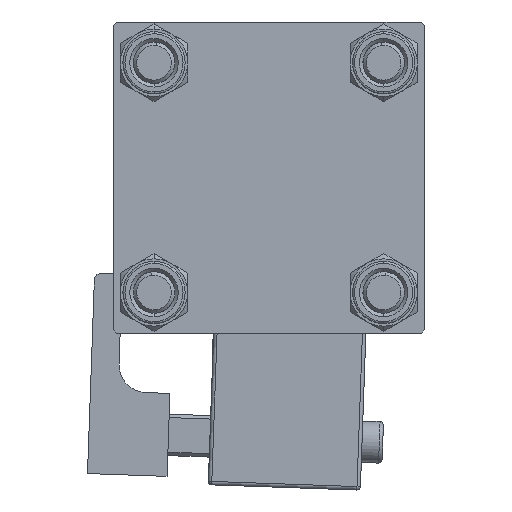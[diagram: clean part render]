
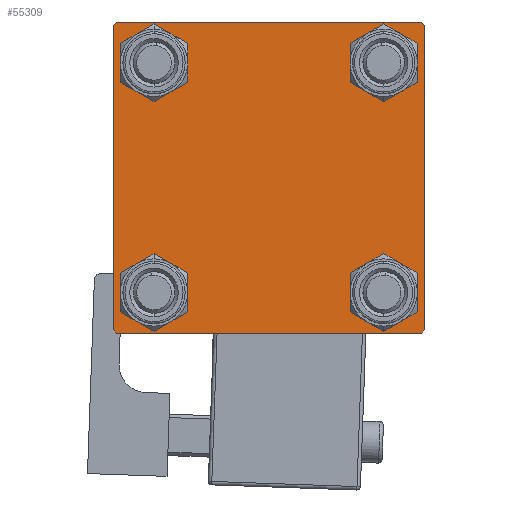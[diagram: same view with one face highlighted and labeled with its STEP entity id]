
A CAD part, left-side view. The second image highlights one B-rep face of the part: STEP entity #55309.
In plain terms, the highlighted planar face has unit normal (-1, 0, 0).
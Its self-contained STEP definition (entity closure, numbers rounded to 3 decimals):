
#193 = VERTEX_POINT ( 'NONE', #41235 ) ;
#1195 = ORIENTED_EDGE ( 'NONE', *, *, #27723, .T. ) ;
#1385 = VERTEX_POINT ( 'NONE', #38440 ) ;
#1788 = CARTESIAN_POINT ( 'NONE',  ( 0., -22.5, -22. ) ) ;
#2194 = EDGE_LOOP ( 'NONE', ( #4469, #17230 ) ) ;
#2315 = ORIENTED_EDGE ( 'NONE', *, *, #5438, .T. ) ;
#2510 = FACE_BOUND ( 'NONE', #2194, .T. ) ;
#2758 = AXIS2_PLACEMENT_3D ( 'NONE', #53199, #53476, #10922 ) ;
#3199 = AXIS2_PLACEMENT_3D ( 'NONE', #52852, #11077, #28246 ) ;
#4053 = DIRECTION ( 'NONE',  ( 0., -1., 0. ) ) ;
#4469 = ORIENTED_EDGE ( 'NONE', *, *, #52942, .T. ) ;
#4776 = CARTESIAN_POINT ( 'NONE',  ( 0., -22.25, -22.25 ) ) ;
#5270 = EDGE_CURVE ( 'NONE', #39886, #26816, #45822, .T. ) ;
#5279 = ORIENTED_EDGE ( 'NONE', *, *, #19865, .T. ) ;
#5438 = EDGE_CURVE ( 'NONE', #18596, #1385, #47344, .T. ) ;
#5860 = CIRCLE ( 'NONE', #43622, 3.5 ) ;
#6181 = VERTEX_POINT ( 'NONE', #51735 ) ;
#6470 = CARTESIAN_POINT ( 'NONE',  ( 0., 22., 22.5 ) ) ;
#6633 = ORIENTED_EDGE ( 'NONE', *, *, #53817, .T. ) ;
#7189 = VECTOR ( 'NONE', #30947, 1000. ) ;
#7512 = VERTEX_POINT ( 'NONE', #6470 ) ;
#8455 = VERTEX_POINT ( 'NONE', #1788 ) ;
#8507 = LINE ( 'NONE', #51039, #12492 ) ;
#9345 = DIRECTION ( 'NONE',  ( 0., 0., 1. ) ) ;
#9710 = EDGE_LOOP ( 'NONE', ( #40031, #2315, #39443, #17156, #18671, #5279, #32307, #31436 ) ) ;
#9869 = EDGE_CURVE ( 'NONE', #193, #8455, #30671, .T. ) ;
#10771 = CARTESIAN_POINT ( 'NONE',  ( 0., -22.25, 22.25 ) ) ;
#10903 = VERTEX_POINT ( 'NONE', #24448 ) ;
#10922 = DIRECTION ( 'NONE',  ( 0., 0., 1. ) ) ;
#11077 = DIRECTION ( 'NONE',  ( 1., 0., 0. ) ) ;
#11560 = DIRECTION ( 'NONE',  ( 1., 0., 0. ) ) ;
#11939 = CARTESIAN_POINT ( 'NONE',  ( 0., 22.5, 22.5 ) ) ;
#11974 = VECTOR ( 'NONE', #31054, 1000. ) ;
#12492 = VECTOR ( 'NONE', #46804, 1000. ) ;
#13017 = DIRECTION ( 'NONE',  ( 0., 0.707, -0.707 ) ) ;
#13523 = EDGE_CURVE ( 'NONE', #32029, #18596, #39332, .T. ) ;
#13658 = VECTOR ( 'NONE', #39063, 1000. ) ;
#15121 = CARTESIAN_POINT ( 'NONE',  ( 0., 22.5, -22. ) ) ;
#15226 = AXIS2_PLACEMENT_3D ( 'NONE', #43803, #17912, #17371 ) ;
#15346 = DIRECTION ( 'NONE',  ( 0., -0.707, -0.707 ) ) ;
#15608 = CARTESIAN_POINT ( 'NONE',  ( 0., -22.5, 22. ) ) ;
#15849 = CARTESIAN_POINT ( 'NONE',  ( 0., -16.6, 20.1 ) ) ;
#16008 = FACE_BOUND ( 'NONE', #36033, .T. ) ;
#16443 = EDGE_CURVE ( 'NONE', #7512, #32029, #30716, .T. ) ;
#16580 = EDGE_CURVE ( 'NONE', #55513, #8455, #8507, .T. ) ;
#16631 = DIRECTION ( 'NONE',  ( 0., 0., 1. ) ) ;
#16658 = ORIENTED_EDGE ( 'NONE', *, *, #5270, .T. ) ;
#17156 = ORIENTED_EDGE ( 'NONE', *, *, #9869, .T. ) ;
#17230 = ORIENTED_EDGE ( 'NONE', *, *, #42901, .T. ) ;
#17231 = CARTESIAN_POINT ( 'NONE',  ( 0., 22.25, -22.25 ) ) ;
#17371 = DIRECTION ( 'NONE',  ( 0., 0., 1. ) ) ;
#17912 = DIRECTION ( 'NONE',  ( 1., 0., 0. ) ) ;
#18078 = ORIENTED_EDGE ( 'NONE', *, *, #23587, .T. ) ;
#18124 = LINE ( 'NONE', #48241, #32817 ) ;
#18596 = VERTEX_POINT ( 'NONE', #15121 ) ;
#18671 = ORIENTED_EDGE ( 'NONE', *, *, #16580, .F. ) ;
#18689 = CARTESIAN_POINT ( 'NONE',  ( 0., 22.5, 22. ) ) ;
#19865 = EDGE_CURVE ( 'NONE', #55513, #50148, #47955, .T. ) ;
#20696 = VERTEX_POINT ( 'NONE', #44100 ) ;
#20769 = AXIS2_PLACEMENT_3D ( 'NONE', #43880, #43328, #48386 ) ;
#21127 = AXIS2_PLACEMENT_3D ( 'NONE', #38324, #51010, #42551 ) ;
#21180 = CARTESIAN_POINT ( 'NONE',  ( 0., 22.25, 22.25 ) ) ;
#21190 = DIRECTION ( 'NONE',  ( 1., 0., 0. ) ) ;
#22527 = LINE ( 'NONE', #11939, #49186 ) ;
#23484 = EDGE_LOOP ( 'NONE', ( #1195, #43249 ) ) ;
#23587 = EDGE_CURVE ( 'NONE', #46058, #10903, #33727, .T. ) ;
#23898 = FACE_OUTER_BOUND ( 'NONE', #9710, .T. ) ;
#24448 = CARTESIAN_POINT ( 'NONE',  ( 0., 16.6, -13.1 ) ) ;
#25267 = CIRCLE ( 'NONE', #20769, 3.5 ) ;
#25440 = CARTESIAN_POINT ( 'NONE',  ( 0., 16.6, -20.1 ) ) ;
#25670 = EDGE_CURVE ( 'NONE', #1385, #193, #18124, .T. ) ;
#26372 = CARTESIAN_POINT ( 'NONE',  ( 0., -16.6, 13.1 ) ) ;
#26572 = CIRCLE ( 'NONE', #3199, 3.5 ) ;
#26816 = VERTEX_POINT ( 'NONE', #15849 ) ;
#26878 = CARTESIAN_POINT ( 'NONE',  ( 0., -22., 22.5 ) ) ;
#27222 = EDGE_CURVE ( 'NONE', #6181, #20696, #54456, .T. ) ;
#27343 = CIRCLE ( 'NONE', #43543, 3.5 ) ;
#27723 = EDGE_CURVE ( 'NONE', #20696, #6181, #26572, .T. ) ;
#28246 = DIRECTION ( 'NONE',  ( 0., 0., 1. ) ) ;
#29584 = ORIENTED_EDGE ( 'NONE', *, *, #43596, .T. ) ;
#29641 = CARTESIAN_POINT ( 'NONE',  ( 0., 16.6, 16.6 ) ) ;
#29923 = DIRECTION ( 'NONE',  ( 1., 0., 0. ) ) ;
#30671 = LINE ( 'NONE', #4776, #7189 ) ;
#30716 = LINE ( 'NONE', #21180, #36749 ) ;
#30947 = DIRECTION ( 'NONE',  ( 0., -0.707, 0.707 ) ) ;
#31054 = DIRECTION ( 'NONE',  ( 0., 0.707, 0.707 ) ) ;
#31167 = CARTESIAN_POINT ( 'NONE',  ( 0., 22.5, 22.5 ) ) ;
#31317 = EDGE_CURVE ( 'NONE', #7512, #50148, #22527, .T. ) ;
#31436 = ORIENTED_EDGE ( 'NONE', *, *, #16443, .T. ) ;
#32029 = VERTEX_POINT ( 'NONE', #18689 ) ;
#32307 = ORIENTED_EDGE ( 'NONE', *, *, #31317, .F. ) ;
#32425 = CIRCLE ( 'NONE', #2758, 3.5 ) ;
#32817 = VECTOR ( 'NONE', #52473, 1000. ) ;
#33613 = VERTEX_POINT ( 'NONE', #49461 ) ;
#33727 = CIRCLE ( 'NONE', #21127, 3.5 ) ;
#34427 = CARTESIAN_POINT ( 'NONE',  ( 0., 16.6, -16.6 ) ) ;
#34623 = AXIS2_PLACEMENT_3D ( 'NONE', #50084, #53768, #41076 ) ;
#35300 = VERTEX_POINT ( 'NONE', #50850 ) ;
#36033 = EDGE_LOOP ( 'NONE', ( #29584, #16658 ) ) ;
#36749 = VECTOR ( 'NONE', #13017, 1000. ) ;
#38324 = CARTESIAN_POINT ( 'NONE',  ( 0., 16.6, -16.6 ) ) ;
#38440 = CARTESIAN_POINT ( 'NONE',  ( 0., 22., -22.5 ) ) ;
#38960 = EDGE_LOOP ( 'NONE', ( #6633, #18078 ) ) ;
#39063 = DIRECTION ( 'NONE',  ( 0., 0., -1. ) ) ;
#39332 = LINE ( 'NONE', #31167, #13658 ) ;
#39443 = ORIENTED_EDGE ( 'NONE', *, *, #25670, .T. ) ;
#39886 = VERTEX_POINT ( 'NONE', #26372 ) ;
#40031 = ORIENTED_EDGE ( 'NONE', *, *, #13523, .T. ) ;
#41076 = DIRECTION ( 'NONE',  ( 0., 0., 1. ) ) ;
#41235 = CARTESIAN_POINT ( 'NONE',  ( 0., -22., -22.5 ) ) ;
#41353 = FACE_BOUND ( 'NONE', #23484, .T. ) ;
#42551 = DIRECTION ( 'NONE',  ( 0., 0., 1. ) ) ;
#42901 = EDGE_CURVE ( 'NONE', #33613, #35300, #32425, .T. ) ;
#43249 = ORIENTED_EDGE ( 'NONE', *, *, #27222, .T. ) ;
#43328 = DIRECTION ( 'NONE',  ( 1., 0., 0. ) ) ;
#43543 = AXIS2_PLACEMENT_3D ( 'NONE', #34427, #29923, #9345 ) ;
#43596 = EDGE_CURVE ( 'NONE', #26816, #39886, #25267, .T. ) ;
#43622 = AXIS2_PLACEMENT_3D ( 'NONE', #29641, #21190, #47364 ) ;
#43803 = CARTESIAN_POINT ( 'NONE',  ( 0., -16.6, 16.6 ) ) ;
#43880 = CARTESIAN_POINT ( 'NONE',  ( 0., -16.6, 16.6 ) ) ;
#44100 = CARTESIAN_POINT ( 'NONE',  ( 0., -16.6, -13.1 ) ) ;
#45577 = PLANE ( 'NONE',  #34623 ) ;
#45822 = CIRCLE ( 'NONE', #15226, 3.5 ) ;
#46058 = VERTEX_POINT ( 'NONE', #25440 ) ;
#46333 = AXIS2_PLACEMENT_3D ( 'NONE', #55202, #11560, #16631 ) ;
#46804 = DIRECTION ( 'NONE',  ( 0., 0., -1. ) ) ;
#47344 = LINE ( 'NONE', #17231, #53034 ) ;
#47364 = DIRECTION ( 'NONE',  ( 0., 0., 1. ) ) ;
#47955 = LINE ( 'NONE', #10771, #11974 ) ;
#48241 = CARTESIAN_POINT ( 'NONE',  ( 0., 22.5, -22.5 ) ) ;
#48386 = DIRECTION ( 'NONE',  ( 0., 0., 1. ) ) ;
#49186 = VECTOR ( 'NONE', #4053, 1000. ) ;
#49461 = CARTESIAN_POINT ( 'NONE',  ( 0., 16.6, 13.1 ) ) ;
#49808 = FACE_BOUND ( 'NONE', #38960, .T. ) ;
#50084 = CARTESIAN_POINT ( 'NONE',  ( 0., 0., 0. ) ) ;
#50148 = VERTEX_POINT ( 'NONE', #26878 ) ;
#50850 = CARTESIAN_POINT ( 'NONE',  ( 0., 16.6, 20.1 ) ) ;
#51010 = DIRECTION ( 'NONE',  ( 1., 0., 0. ) ) ;
#51039 = CARTESIAN_POINT ( 'NONE',  ( 0., -22.5, 22.5 ) ) ;
#51735 = CARTESIAN_POINT ( 'NONE',  ( 0., -16.6, -20.1 ) ) ;
#52473 = DIRECTION ( 'NONE',  ( 0., -1., 0. ) ) ;
#52852 = CARTESIAN_POINT ( 'NONE',  ( 0., -16.6, -16.6 ) ) ;
#52942 = EDGE_CURVE ( 'NONE', #35300, #33613, #5860, .T. ) ;
#53034 = VECTOR ( 'NONE', #15346, 1000. ) ;
#53199 = CARTESIAN_POINT ( 'NONE',  ( 0., 16.6, 16.6 ) ) ;
#53476 = DIRECTION ( 'NONE',  ( 1., 0., 0. ) ) ;
#53768 = DIRECTION ( 'NONE',  ( -1., 0., 0. ) ) ;
#53817 = EDGE_CURVE ( 'NONE', #10903, #46058, #27343, .T. ) ;
#54456 = CIRCLE ( 'NONE', #46333, 3.5 ) ;
#55202 = CARTESIAN_POINT ( 'NONE',  ( 0., -16.6, -16.6 ) ) ;
#55309 = ADVANCED_FACE ( 'NONE', ( #16008, #41353, #49808, #2510, #23898 ), #45577, .T. ) ;
#55513 = VERTEX_POINT ( 'NONE', #15608 ) ;
